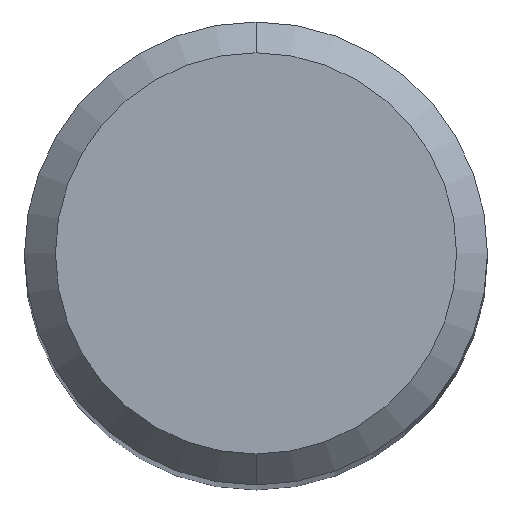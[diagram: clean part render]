
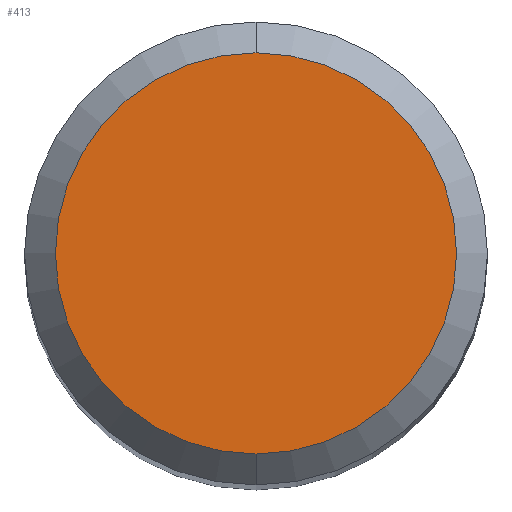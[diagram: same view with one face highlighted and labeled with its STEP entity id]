
A CAD part, top view. The second image highlights one B-rep face of the part: STEP entity #413.
In plain terms, the highlighted planar face has unit normal (0, 0, 1).
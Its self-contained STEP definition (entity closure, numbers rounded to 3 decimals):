
#219=VERTEX_POINT('',#537);
#331=VERTEX_POINT('',#662);
#361=EDGE_CURVE('',#219,#331,#694,.T.);
#399=EDGE_CURVE('',#331,#219,#737,.T.);
#413=ADVANCED_FACE('',(#752),#753,.T.);
#537=CARTESIAN_POINT('',(0.,-2.6,0.0));
#662=CARTESIAN_POINT('',(0.0,2.6,0.0));
#694=CIRCLE('',#1247,2.6);
#737=CIRCLE('',#1329,2.6);
#752=FACE_OUTER_BOUND('',#1347,.T.);
#753=PLANE('',#1348);
#1247=AXIS2_PLACEMENT_3D('',#1680,#1681,#1682);
#1329=AXIS2_PLACEMENT_3D('',#1737,#1738,#1739);
#1347=EDGE_LOOP('',(#1754,#1755));
#1348=AXIS2_PLACEMENT_3D('',#1756,#1757,#1758);
#1680=CARTESIAN_POINT('',(0.0,0.0,0.0));
#1681=DIRECTION('',(0.0,0.0,-1.0));
#1682=DIRECTION('',(0.0,1.0,0.0));
#1737=CARTESIAN_POINT('',(0.0,0.0,0.0));
#1738=DIRECTION('',(0.0,0.0,-1.0));
#1739=DIRECTION('',(0.0,1.0,0.0));
#1754=ORIENTED_EDGE('',*,*,#399,.F.);
#1755=ORIENTED_EDGE('',*,*,#361,.F.);
#1756=CARTESIAN_POINT('',(0.0,1.3,0.0));
#1757=DIRECTION('',(-0.0,0.0,1.0));
#1758=DIRECTION('',(0.0,-1.0,0.0));
